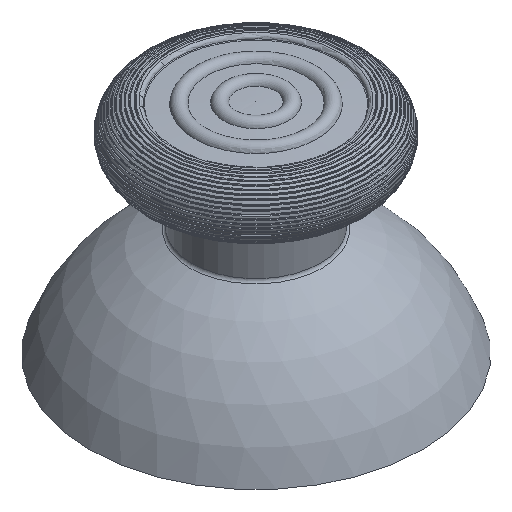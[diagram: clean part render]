
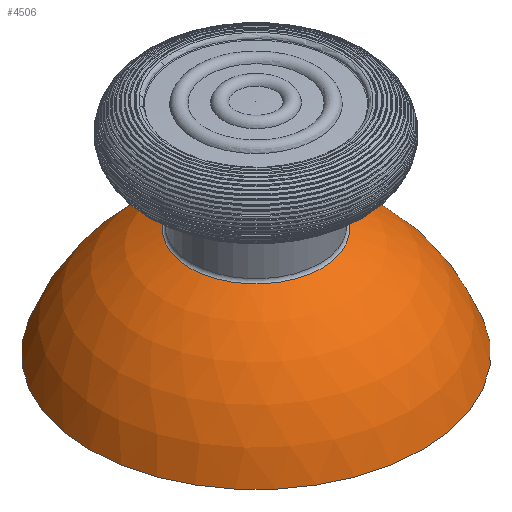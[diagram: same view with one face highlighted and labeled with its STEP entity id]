
A CAD part, isometric view. The second image highlights one B-rep face of the part: STEP entity #4506.
In plain terms, the highlighted spherical face has radius 13.229 mm.
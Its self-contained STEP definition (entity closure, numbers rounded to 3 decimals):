
#228=SPHERICAL_SURFACE('',#4818,13.229);
#398=FACE_OUTER_BOUND('',#659,.T.);
#659=EDGE_LOOP('',(#2946,#2947,#2948,#2949));
#939=CIRCLE('',#4811,12.575);
#940=CIRCLE('',#4813,5.005);
#944=CIRCLE('',#4819,13.229);
#1652=VERTEX_POINT('',#7052);
#1653=VERTEX_POINT('',#7055);
#2152=EDGE_CURVE('',#1652,#1652,#939,.T.);
#2153=EDGE_CURVE('',#1653,#1653,#940,.T.);
#2158=EDGE_CURVE('',#1653,#1652,#944,.T.);
#2946=ORIENTED_EDGE('',*,*,#2153,.F.);
#2947=ORIENTED_EDGE('',*,*,#2158,.T.);
#2948=ORIENTED_EDGE('',*,*,#2152,.F.);
#2949=ORIENTED_EDGE('',*,*,#2158,.F.);
#4506=ADVANCED_FACE('',(#398),#228,.T.);
#4811=AXIS2_PLACEMENT_3D('',#7053,#5470,#5471);
#4813=AXIS2_PLACEMENT_3D('',#7056,#5474,#5475);
#4818=AXIS2_PLACEMENT_3D('',#7064,#5485,#5486);
#4819=AXIS2_PLACEMENT_3D('',#7065,#5487,#5488);
#5470=DIRECTION('center_axis',(0.,0.,
-1.));
#5471=DIRECTION('ref_axis',(1.,0.,0.));
#5474=DIRECTION('center_axis',(0.,0.,1.));
#5475=DIRECTION('ref_axis',(0.117,-0.993,0.));
#5485=DIRECTION('center_axis',(0.,0.,1.));
#5486=DIRECTION('ref_axis',(1.,0.,0.));
#5487=DIRECTION('center_axis',(0.,-1.,0.));
#5488=DIRECTION('ref_axis',(-1.,0.,0.));
#7052=CARTESIAN_POINT('',(-12.575,0.,-9.1));
#7053=CARTESIAN_POINT('Origin',(0.,0.,
-9.1));
#7055=CARTESIAN_POINT('',(-5.005,0.,-0.962));
#7056=CARTESIAN_POINT('Origin',(0.,0.,
-0.962));
#7064=CARTESIAN_POINT('Origin',(0.,0.,
-13.208));
#7065=CARTESIAN_POINT('Origin',(0.,0.,
-13.208));
